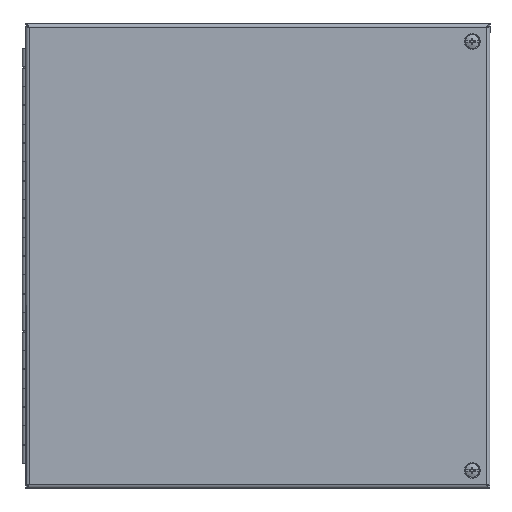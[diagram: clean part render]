
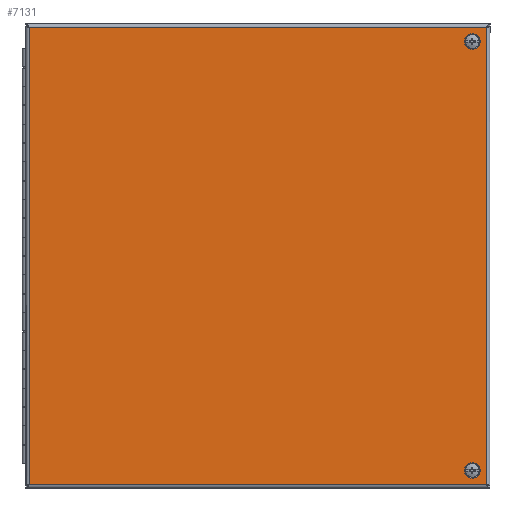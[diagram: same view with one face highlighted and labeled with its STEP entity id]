
A CAD part, top view. The second image highlights one B-rep face of the part: STEP entity #7131.
In plain terms, the highlighted planar face has unit normal (0, 0, 1).
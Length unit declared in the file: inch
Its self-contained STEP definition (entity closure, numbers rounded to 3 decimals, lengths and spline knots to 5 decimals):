
#334=FACE_BOUND('',#1296,.T.);
#335=FACE_BOUND('',#1297,.T.);
#522=PLANE('',#7861);
#853=FACE_OUTER_BOUND('',#1295,.T.);
#1295=EDGE_LOOP('',(#5913,#5914,#5915,#5916));
#1296=EDGE_LOOP('',(#5917));
#1297=EDGE_LOOP('',(#5918));
#1896=LINE('',#11735,#2538);
#1928=LINE('',#12093,#2570);
#1932=LINE('',#12109,#2574);
#1933=LINE('',#12113,#2575);
#2538=VECTOR('',#9316,0.3937);
#2570=VECTOR('',#9378,0.3937);
#2574=VECTOR('',#9398,0.3937);
#2575=VECTOR('',#9405,0.3937);
#2838=CIRCLE('',#7851,0.14063);
#2840=CIRCLE('',#7854,0.14063);
#3324=VERTEX_POINT('',#11605);
#3344=VERTEX_POINT('',#11734);
#3355=VERTEX_POINT('',#11833);
#3365=VERTEX_POINT('',#12029);
#3366=VERTEX_POINT('',#12095);
#3368=VERTEX_POINT('',#12101);
#4198=EDGE_CURVE('',#3344,#3324,#1896,.T.);
#4248=EDGE_CURVE('',#3355,#3365,#1928,.T.);
#4249=EDGE_CURVE('',#3366,#3366,#2838,.T.);
#4252=EDGE_CURVE('',#3368,#3368,#2840,.T.);
#4256=EDGE_CURVE('',#3324,#3355,#1932,.T.);
#4257=EDGE_CURVE('',#3365,#3344,#1933,.T.);
#5913=ORIENTED_EDGE('',*,*,#4198,.T.);
#5914=ORIENTED_EDGE('',*,*,#4256,.T.);
#5915=ORIENTED_EDGE('',*,*,#4248,.T.);
#5916=ORIENTED_EDGE('',*,*,#4257,.T.);
#5917=ORIENTED_EDGE('',*,*,#4249,.T.);
#5918=ORIENTED_EDGE('',*,*,#4252,.T.);
#7131=ADVANCED_FACE('',(#853,#334,#335),#522,.T.);
#7851=AXIS2_PLACEMENT_3D('',#12096,#9381,#9382);
#7854=AXIS2_PLACEMENT_3D('',#12102,#9388,#9389);
#7861=AXIS2_PLACEMENT_3D('',#12114,#9406,#9407);
#9316=DIRECTION('',(0.,-1.,0.));
#9378=DIRECTION('',(0.,1.,0.));
#9381=DIRECTION('center_axis',(0.,0.,-1.));
#9382=DIRECTION('ref_axis',(-1.,0.,0.));
#9388=DIRECTION('center_axis',(0.,0.,-1.));
#9389=DIRECTION('ref_axis',(-1.,0.,0.));
#9398=DIRECTION('',(1.,0.,0.));
#9405=DIRECTION('',(-1.,0.,0.));
#9406=DIRECTION('center_axis',(0.,0.,1.));
#9407=DIRECTION('ref_axis',(1.,0.,0.));
#11605=CARTESIAN_POINT('',(-6.066,-6.066,0.059));
#11734=CARTESIAN_POINT('',(-6.066,6.066,0.059));
#11735=CARTESIAN_POINT('',(-6.066,3.033,0.059));
#11833=CARTESIAN_POINT('',(6.066,-6.066,0.059));
#12029=CARTESIAN_POINT('',(6.066,6.066,0.059));
#12093=CARTESIAN_POINT('',(6.066,-3.033,0.059));
#12095=CARTESIAN_POINT('',(5.82813,-5.6875,0.059));
#12096=CARTESIAN_POINT('Origin',(5.6875,-5.6875,0.059));
#12101=CARTESIAN_POINT('',(5.82813,5.6875,0.059));
#12102=CARTESIAN_POINT('Origin',(5.6875,5.6875,0.059));
#12109=CARTESIAN_POINT('',(-3.033,-6.066,0.059));
#12113=CARTESIAN_POINT('',(3.033,6.066,0.059));
#12114=CARTESIAN_POINT('Origin',(0.,0.,
0.059));
